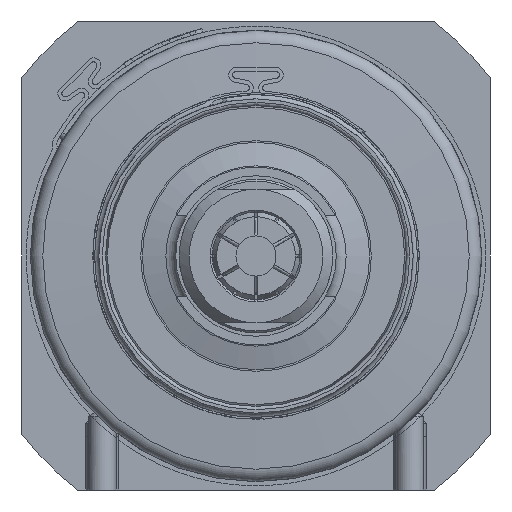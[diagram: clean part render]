
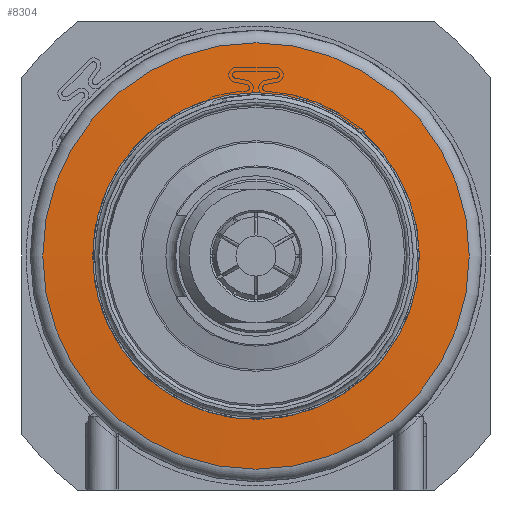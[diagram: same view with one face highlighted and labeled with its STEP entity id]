
A CAD part, left-side view. The second image highlights one B-rep face of the part: STEP entity #8304.
In plain terms, the highlighted conical face has half-angle 86 degrees and reference radius 28.16 mm.
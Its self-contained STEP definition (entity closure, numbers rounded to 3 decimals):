
#1381=CONICAL_SURFACE('',#9248,28.16,86.);
#1535=FACE_BOUND('',#2543,.T.);
#1971=FACE_OUTER_BOUND('',#2542,.T.);
#2542=EDGE_LOOP('',(#7246));
#2543=EDGE_LOOP('',(#7247));
#3047=CIRCLE('',#9247,31.89);
#3048=CIRCLE('',#9249,24.43);
#3813=VERTEX_POINT('',#14789);
#3814=VERTEX_POINT('',#14792);
#4962=EDGE_CURVE('',#3813,#3813,#3047,.T.);
#4963=EDGE_CURVE('',#3814,#3814,#3048,.T.);
#7246=ORIENTED_EDGE('',*,*,#4963,.T.);
#7247=ORIENTED_EDGE('',*,*,#4962,.F.);
#8304=ADVANCED_FACE('',(#1971,#1535),#1381,.T.);
#9247=AXIS2_PLACEMENT_3D('',#14790,#11536,#11537);
#9248=AXIS2_PLACEMENT_3D('',#14791,#11538,#11539);
#9249=AXIS2_PLACEMENT_3D('',#14793,#11540,#11541);
#11536=DIRECTION('center_axis',(1.,0.,0.));
#11537=DIRECTION('ref_axis',(0.,0.,
-1.));
#11538=DIRECTION('center_axis',(1.,0.,0.));
#11539=DIRECTION('ref_axis',(0.,1.,0.));
#11540=DIRECTION('center_axis',(1.,0.,0.));
#11541=DIRECTION('ref_axis',(0.,0.,
-1.));
#14789=CARTESIAN_POINT('',(61.472,31.89,0.));
#14790=CARTESIAN_POINT('Origin',(61.472,0.,0.));
#14791=CARTESIAN_POINT('Origin',(61.211,0.,0.));
#14792=CARTESIAN_POINT('',(60.95,24.43,0.));
#14793=CARTESIAN_POINT('Origin',(60.95,0.,0.));
